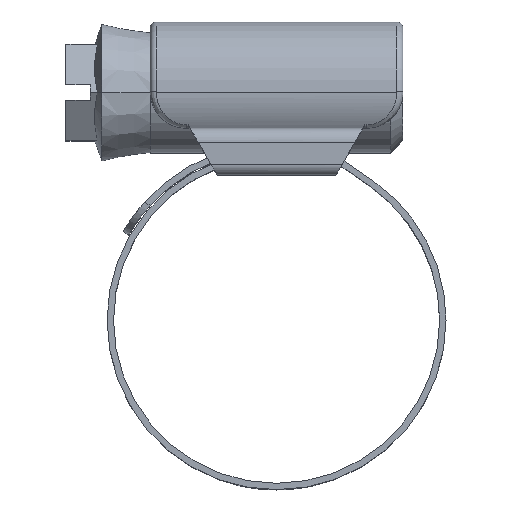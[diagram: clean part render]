
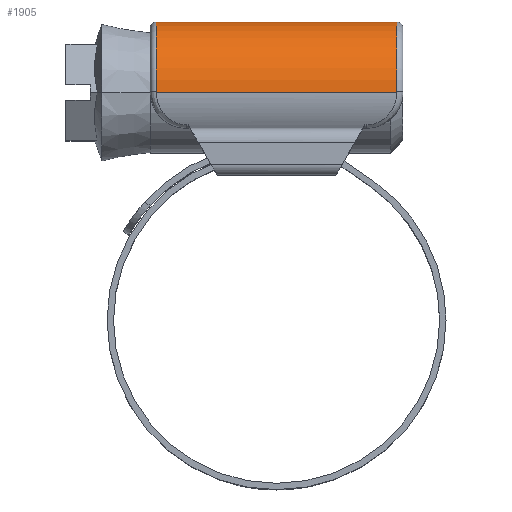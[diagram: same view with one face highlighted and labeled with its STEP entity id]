
A CAD part, top view. The second image highlights one B-rep face of the part: STEP entity #1905.
In plain terms, the highlighted cylindrical face has radius 5.85 mm (diameter 11.7 mm), a partial arc.
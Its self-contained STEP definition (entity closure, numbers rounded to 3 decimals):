
#6 = CARTESIAN_POINT ( 'NONE',  ( 9.962, 18.85, 0. ) ) ;
#54 = CARTESIAN_POINT ( 'NONE',  ( -10.463, 18.85, 0. ) ) ;
#362 = CARTESIAN_POINT ( 'NONE',  ( -10.463, 18.85, 5.85 ) ) ;
#567 = CARTESIAN_POINT ( 'NONE',  ( -9.963, 18.905, 5.85 ) ) ;
#632 = CARTESIAN_POINT ( 'NONE',  ( 9.963, 18.886, -5.85 ) ) ;
#634 = DIRECTION ( 'NONE',  ( -1., 0., 0. ) ) ;
#636 = DIRECTION ( 'NONE',  ( 1., 0., 0. ) ) ;
#830 = CIRCLE ( 'NONE', #3078, 5.85 ) ;
#839 = LINE ( 'NONE', #362, #3302 ) ;
#863 = VERTEX_POINT ( 'NONE', #4934 ) ;
#1000 = EDGE_LOOP ( 'NONE', ( #5807, #2402, #5764, #3733, #5249, #1667, #5634, #4574 ) ) ;
#1027 = CARTESIAN_POINT ( 'NONE',  ( -9.962, 18.905, -5.85 ) ) ;
#1288 = VERTEX_POINT ( 'NONE', #4954 ) ;
#1392 = EDGE_CURVE ( 'NONE', #7228, #863, #1835, .T. ) ;
#1402 = EDGE_CURVE ( 'NONE', #1288, #5383, #6335, .T. ) ;
#1571 = CARTESIAN_POINT ( 'NONE',  ( 9.962, 18.85, 5.85 ) ) ;
#1667 = ORIENTED_EDGE ( 'NONE', *, *, #4445, .F. ) ;
#1767 = LINE ( 'NONE', #7517, #4307 ) ;
#1816 = DIRECTION ( 'NONE',  ( 0., 0., -1. ) ) ;
#1835 = B_SPLINE_CURVE_WITH_KNOTS ( 'NONE', 3,
 ( #6917, #3979, #6329, #1027 ),
 .UNSPECIFIED., .F., .F.,
 ( 4, 4 ),
 ( 0.004, 0.004 ),
 .UNSPECIFIED. ) ;
#1853 = CARTESIAN_POINT ( 'NONE',  ( 9.962, 18.85, 5.85 ) ) ;
#1905 = ADVANCED_FACE ( 'NONE', ( #3060 ), #5449, .T. ) ;
#1926 = CARTESIAN_POINT ( 'NONE',  ( 9.962, 18.905, 5.85 ) ) ;
#2187 = CARTESIAN_POINT ( 'NONE',  ( 9.963, 18.905, -5.85 ) ) ;
#2268 = EDGE_CURVE ( 'NONE', #4294, #2962, #3583, .T. ) ;
#2319 = CARTESIAN_POINT ( 'NONE',  ( -9.962, 18.868, 5.85 ) ) ;
#2386 = DIRECTION ( 'NONE',  ( 0., 0., -1. ) ) ;
#2402 = ORIENTED_EDGE ( 'NONE', *, *, #3406, .T. ) ;
#2422 = CARTESIAN_POINT ( 'NONE',  ( 9.962, 18.85, -5.85 ) ) ;
#2529 = B_SPLINE_CURVE_WITH_KNOTS ( 'NONE', 3,
 ( #1853, #3051, #6517, #1926 ),
 .UNSPECIFIED., .F., .F.,
 ( 4, 4 ),
 ( 0.004, 0.004 ),
 .UNSPECIFIED. ) ;
#2962 = VERTEX_POINT ( 'NONE', #6149 ) ;
#3019 = DIRECTION ( 'NONE',  ( 0., 0., 1. ) ) ;
#3051 = CARTESIAN_POINT ( 'NONE',  ( 9.962, 18.868, 5.85 ) ) ;
#3060 = FACE_OUTER_BOUND ( 'NONE', #1000, .T. ) ;
#3078 = AXIS2_PLACEMENT_3D ( 'NONE', #4325, #636, #3019 ) ;
#3302 = VECTOR ( 'NONE', #6144, 1000. ) ;
#3406 = EDGE_CURVE ( 'NONE', #5383, #4334, #839, .T. ) ;
#3415 = CARTESIAN_POINT ( 'NONE',  ( -9.962, 18.85, -5.85 ) ) ;
#3488 = EDGE_CURVE ( 'NONE', #863, #1288, #830, .T. ) ;
#3583 = B_SPLINE_CURVE_WITH_KNOTS ( 'NONE', 3,
 ( #6058, #632, #5360, #2422 ),
 .UNSPECIFIED., .F., .F.,
 ( 4, 4 ),
 ( 0., 0. ),
 .UNSPECIFIED. ) ;
#3733 = ORIENTED_EDGE ( 'NONE', *, *, #5450, .T. ) ;
#3969 = CARTESIAN_POINT ( 'NONE',  ( -9.962, 18.85, 5.85 ) ) ;
#3979 = CARTESIAN_POINT ( 'NONE',  ( -9.962, 18.868, -5.85 ) ) ;
#4294 = VERTEX_POINT ( 'NONE', #2187 ) ;
#4307 = VECTOR ( 'NONE', #6431, 1000. ) ;
#4325 = CARTESIAN_POINT ( 'NONE',  ( -9.962, 18.85, 0. ) ) ;
#4334 = VERTEX_POINT ( 'NONE', #1571 ) ;
#4445 = EDGE_CURVE ( 'NONE', #7228, #2962, #1767, .T. ) ;
#4574 = ORIENTED_EDGE ( 'NONE', *, *, #3488, .T. ) ;
#4934 = CARTESIAN_POINT ( 'NONE',  ( -9.962, 18.905, -5.85 ) ) ;
#4954 = CARTESIAN_POINT ( 'NONE',  ( -9.963, 18.905, 5.85 ) ) ;
#5249 = ORIENTED_EDGE ( 'NONE', *, *, #2268, .T. ) ;
#5272 = CIRCLE ( 'NONE', #6251, 5.85 ) ;
#5302 = CARTESIAN_POINT ( 'NONE',  ( -9.963, 18.886, 5.85 ) ) ;
#5332 = CARTESIAN_POINT ( 'NONE',  ( 9.962, 18.905, 5.85 ) ) ;
#5360 = CARTESIAN_POINT ( 'NONE',  ( 9.962, 18.868, -5.85 ) ) ;
#5383 = VERTEX_POINT ( 'NONE', #3969 ) ;
#5445 = EDGE_CURVE ( 'NONE', #4334, #5801, #2529, .T. ) ;
#5449 = CYLINDRICAL_SURFACE ( 'NONE', #6499, 5.85 ) ;
#5450 = EDGE_CURVE ( 'NONE', #5801, #4294, #5272, .T. ) ;
#5634 = ORIENTED_EDGE ( 'NONE', *, *, #1392, .T. ) ;
#5764 = ORIENTED_EDGE ( 'NONE', *, *, #5445, .T. ) ;
#5801 = VERTEX_POINT ( 'NONE', #5332 ) ;
#5807 = ORIENTED_EDGE ( 'NONE', *, *, #1402, .T. ) ;
#5837 = CARTESIAN_POINT ( 'NONE',  ( -9.962, 18.85, 5.85 ) ) ;
#6058 = CARTESIAN_POINT ( 'NONE',  ( 9.963, 18.905, -5.85 ) ) ;
#6144 = DIRECTION ( 'NONE',  ( 1., 0., 0. ) ) ;
#6149 = CARTESIAN_POINT ( 'NONE',  ( 9.962, 18.85, -5.85 ) ) ;
#6251 = AXIS2_PLACEMENT_3D ( 'NONE', #6, #634, #2386 ) ;
#6329 = CARTESIAN_POINT ( 'NONE',  ( -9.962, 18.886, -5.85 ) ) ;
#6335 = B_SPLINE_CURVE_WITH_KNOTS ( 'NONE', 3,
 ( #567, #5302, #2319, #5837 ),
 .UNSPECIFIED., .F., .F.,
 ( 4, 4 ),
 ( 0., 0. ),
 .UNSPECIFIED. ) ;
#6431 = DIRECTION ( 'NONE',  ( 1., 0., 0. ) ) ;
#6499 = AXIS2_PLACEMENT_3D ( 'NONE', #54, #6640, #1816 ) ;
#6517 = CARTESIAN_POINT ( 'NONE',  ( 9.962, 18.886, 5.85 ) ) ;
#6640 = DIRECTION ( 'NONE',  ( 1., 0., 0. ) ) ;
#6917 = CARTESIAN_POINT ( 'NONE',  ( -9.962, 18.85, -5.85 ) ) ;
#7228 = VERTEX_POINT ( 'NONE', #3415 ) ;
#7517 = CARTESIAN_POINT ( 'NONE',  ( -10.462, 18.85, -5.85 ) ) ;
